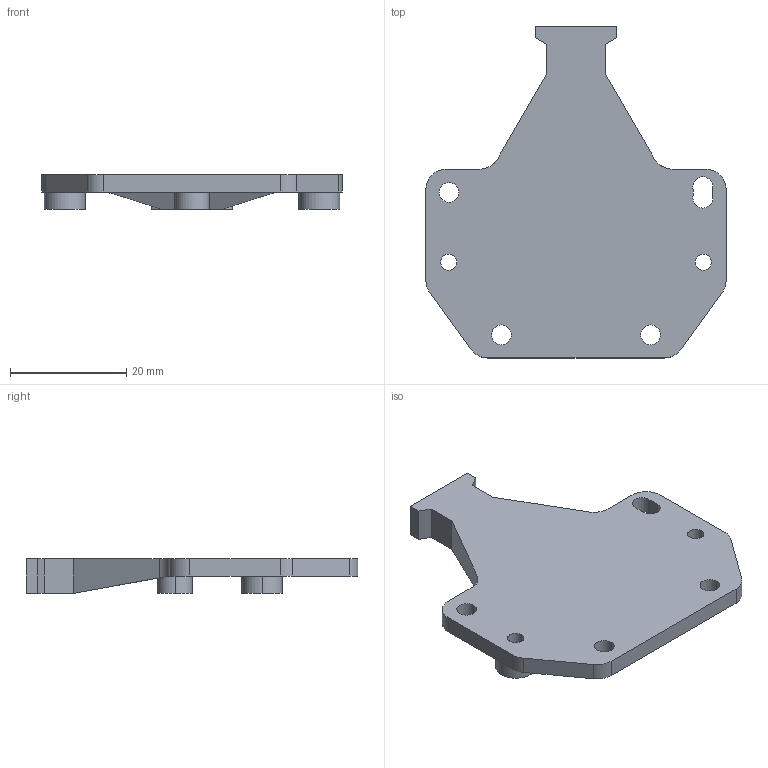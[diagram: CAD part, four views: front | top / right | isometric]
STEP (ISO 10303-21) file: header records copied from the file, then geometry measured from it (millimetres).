
FILE_DESCRIPTION (( 'STEP AP214' ), '1' );
FILE_NAME ('Toolhead_PCB_Mount.STEP', '2022-10-15T03:53:12', ( '' ), ( '' ), 'SwSTEP 2.0', 'SolidWorks 2022', '' );
FILE_SCHEMA (( 'AUTOMOTIVE_DESIGN' ));
Length unit declared in the file: millimetre
Products named in the file (1): Toolhead_PCB_Mount
Bounding box: 51.7 x 57.15 x 6 mm (x, y, z)
Volume: 6735.2 mm3; surface area: 5025.4 mm2
Topology: 1 solids, 1 shells, 53 faces, 143 edges, 94 vertices
Faces by surface type: cylinder 30, plane 23
Entity records: 1742 total; most frequent: DIRECTION 307, CARTESIAN_POINT 300, ORIENTED_EDGE 286, EDGE_CURVE 143, AXIS2_PLACEMENT_3D 113, VERTEX_POINT 94, VECTOR 81, LINE 81
